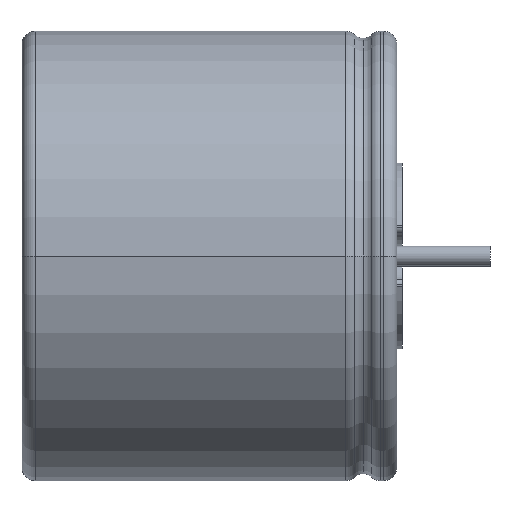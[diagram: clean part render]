
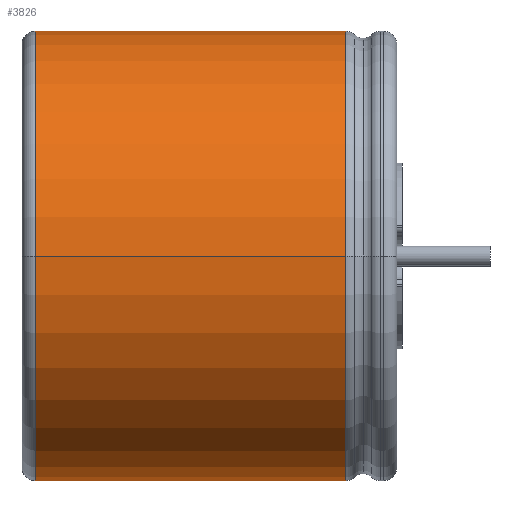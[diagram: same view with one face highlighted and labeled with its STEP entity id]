
A CAD part, left-side view. The second image highlights one B-rep face of the part: STEP entity #3826.
In plain terms, the highlighted cylindrical face has radius 9.025 mm (diameter 18.051 mm), a partial arc.
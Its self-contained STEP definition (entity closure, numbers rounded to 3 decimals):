
#217 = VERTEX_POINT ( 'NONE', #4045 ) ;
#430 = VERTEX_POINT ( 'NONE', #4534 ) ;
#497 = VERTEX_POINT ( 'NONE', #3220 ) ;
#573 = EDGE_LOOP ( 'NONE', ( #3500, #863, #4461, #2225 ) ) ;
#687 = AXIS2_PLACEMENT_3D ( 'NONE', #2976, #2994, #4390 ) ;
#725 = VECTOR ( 'NONE', #3647, 1000. ) ;
#764 = DIRECTION ( 'NONE',  ( 1., 0., 0. ) ) ;
#863 = ORIENTED_EDGE ( 'NONE', *, *, #3808, .F. ) ;
#940 = VERTEX_POINT ( 'NONE', #1156 ) ;
#1156 = CARTESIAN_POINT ( 'NONE',  ( 0., 15., 9.025 ) ) ;
#1189 = CYLINDRICAL_SURFACE ( 'NONE', #4513, 9.025 ) ;
#1354 = LINE ( 'NONE', #3971, #4395 ) ;
#1413 = EDGE_CURVE ( 'NONE', #940, #497, #3676, .T. ) ;
#1475 = CARTESIAN_POINT ( 'NONE',  ( 0., 12.922, 0. ) ) ;
#1634 = FACE_OUTER_BOUND ( 'NONE', #573, .T. ) ;
#1738 = EDGE_CURVE ( 'NONE', #940, #430, #2209, .T. ) ;
#1815 = DIRECTION ( 'NONE',  ( 0., 1., 0. ) ) ;
#1982 = AXIS2_PLACEMENT_3D ( 'NONE', #2944, #2606, #2223 ) ;
#2106 = EDGE_CURVE ( 'NONE', #430, #217, #3921, .T. ) ;
#2209 = LINE ( 'NONE', #4171, #725 ) ;
#2223 = DIRECTION ( 'NONE',  ( 1., 0., 0. ) ) ;
#2225 = ORIENTED_EDGE ( 'NONE', *, *, #1738, .F. ) ;
#2571 = DIRECTION ( 'NONE',  ( 0., 1., 0. ) ) ;
#2606 = DIRECTION ( 'NONE',  ( 0., -1., 0. ) ) ;
#2944 = CARTESIAN_POINT ( 'NONE',  ( 0., 2.52, 0. ) ) ;
#2976 = CARTESIAN_POINT ( 'NONE',  ( 0., 15., 0. ) ) ;
#2994 = DIRECTION ( 'NONE',  ( 0., -1., 0. ) ) ;
#3220 = CARTESIAN_POINT ( 'NONE',  ( 0., 15., -9.025 ) ) ;
#3500 = ORIENTED_EDGE ( 'NONE', *, *, #1413, .T. ) ;
#3647 = DIRECTION ( 'NONE',  ( 0., -1., 0. ) ) ;
#3676 = CIRCLE ( 'NONE', #687, 9.025 ) ;
#3808 = EDGE_CURVE ( 'NONE', #217, #497, #1354, .T. ) ;
#3826 = ADVANCED_FACE ( 'NONE', ( #1634 ), #1189, .T. ) ;
#3921 = CIRCLE ( 'NONE', #1982, 9.025 ) ;
#3971 = CARTESIAN_POINT ( 'NONE',  ( 0., 12.922, -9.025 ) ) ;
#4045 = CARTESIAN_POINT ( 'NONE',  ( 0., 2.52, -9.025 ) ) ;
#4171 = CARTESIAN_POINT ( 'NONE',  ( 0., 12.922, 9.025 ) ) ;
#4390 = DIRECTION ( 'NONE',  ( 1., 0., 0. ) ) ;
#4395 = VECTOR ( 'NONE', #2571, 1000. ) ;
#4461 = ORIENTED_EDGE ( 'NONE', *, *, #2106, .F. ) ;
#4513 = AXIS2_PLACEMENT_3D ( 'NONE', #1475, #1815, #764 ) ;
#4534 = CARTESIAN_POINT ( 'NONE',  ( 0., 2.52, 9.025 ) ) ;
